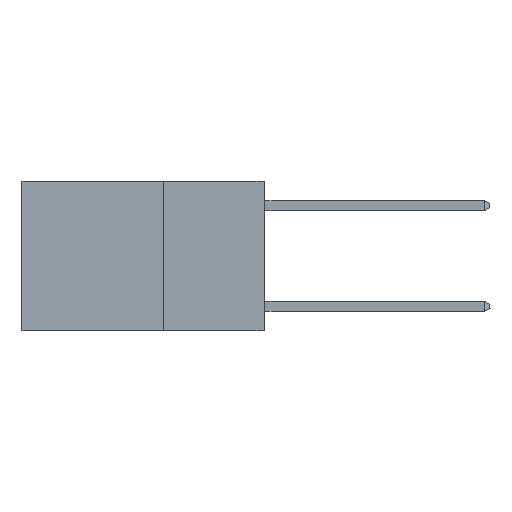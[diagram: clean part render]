
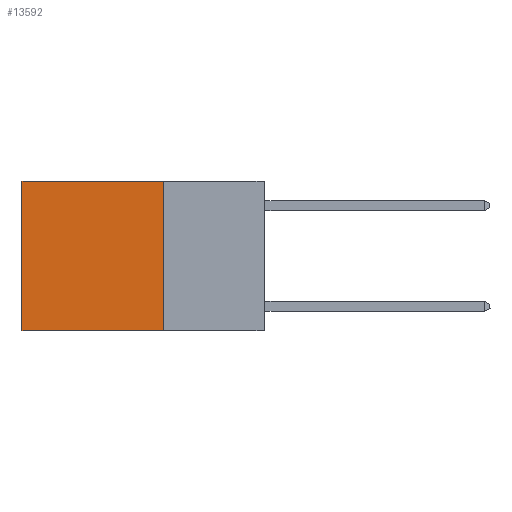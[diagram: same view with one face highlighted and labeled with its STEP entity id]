
A CAD part, left-side view. The second image highlights one B-rep face of the part: STEP entity #13592.
In plain terms, the highlighted planar face has unit normal (-1, 0, 0).
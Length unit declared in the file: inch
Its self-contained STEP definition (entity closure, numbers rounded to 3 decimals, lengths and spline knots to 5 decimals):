
#2859 = DIRECTION ( 'NONE',  ( 0., 0., -1. ) ) ;
#4865 = CARTESIAN_POINT ( 'NONE',  ( 0.2625, 0.25, 0. ) ) ;
#6148 = EDGE_CURVE ( 'NONE', #11364, #15518, #6375, .T. ) ;
#6375 = LINE ( 'NONE', #7202, #26874 ) ;
#7024 = CARTESIAN_POINT ( 'NONE',  ( 0.2625, 0.6, 0. ) ) ;
#7202 = CARTESIAN_POINT ( 'NONE',  ( 0.2625, 0.25, 0. ) ) ;
#7594 = VECTOR ( 'NONE', #2859, 39.37008 ) ;
#8162 = CARTESIAN_POINT ( 'NONE',  ( 0.2625, 0.25, -0.37 ) ) ;
#8316 = CARTESIAN_POINT ( 'NONE',  ( 0.2625, 0.6, -0.37 ) ) ;
#9325 = CARTESIAN_POINT ( 'NONE',  ( 0.2625, 0.6, 0. ) ) ;
#9385 = LINE ( 'NONE', #4865, #19290 ) ;
#10443 = CARTESIAN_POINT ( 'NONE',  ( 0.2625, 0.25, 0. ) ) ;
#11203 = VERTEX_POINT ( 'NONE', #9325 ) ;
#11330 = FACE_OUTER_BOUND ( 'NONE', #26188, .T. ) ;
#11364 = VERTEX_POINT ( 'NONE', #13963 ) ;
#12307 = ORIENTED_EDGE ( 'NONE', *, *, #6148, .F. ) ;
#12348 = VECTOR ( 'NONE', #13158, 39.37008 ) ;
#12578 = DIRECTION ( 'NONE',  ( 0., 0., -1. ) ) ;
#13158 = DIRECTION ( 'NONE',  ( 0., 1., 0. ) ) ;
#13267 = EDGE_CURVE ( 'NONE', #11364, #11203, #9385, .T. ) ;
#13592 = ADVANCED_FACE ( 'NONE', ( #11330 ), #23093, .F. ) ;
#13638 = DIRECTION ( 'NONE',  ( 0., 0., -1. ) ) ;
#13963 = CARTESIAN_POINT ( 'NONE',  ( 0.2625, 0.25, 0. ) ) ;
#15518 = VERTEX_POINT ( 'NONE', #8162 ) ;
#15704 = ORIENTED_EDGE ( 'NONE', *, *, #23808, .F. ) ;
#16362 = AXIS2_PLACEMENT_3D ( 'NONE', #10443, #25226, #12578 ) ;
#17327 = LINE ( 'NONE', #19536, #12348 ) ;
#17756 = ORIENTED_EDGE ( 'NONE', *, *, #13267, .T. ) ;
#19290 = VECTOR ( 'NONE', #25938, 39.37008 ) ;
#19536 = CARTESIAN_POINT ( 'NONE',  ( 0.2625, 0.25, -0.37 ) ) ;
#22437 = ORIENTED_EDGE ( 'NONE', *, *, #25851, .T. ) ;
#23093 = PLANE ( 'NONE',  #16362 ) ;
#23808 = EDGE_CURVE ( 'NONE', #15518, #27376, #17327, .T. ) ;
#24474 = LINE ( 'NONE', #7024, #7594 ) ;
#25226 = DIRECTION ( 'NONE',  ( 1., 0., 0. ) ) ;
#25851 = EDGE_CURVE ( 'NONE', #11203, #27376, #24474, .T. ) ;
#25938 = DIRECTION ( 'NONE',  ( 0., 1., 0. ) ) ;
#26188 = EDGE_LOOP ( 'NONE', ( #22437, #15704, #12307, #17756 ) ) ;
#26874 = VECTOR ( 'NONE', #13638, 39.37008 ) ;
#27376 = VERTEX_POINT ( 'NONE', #8316 ) ;
